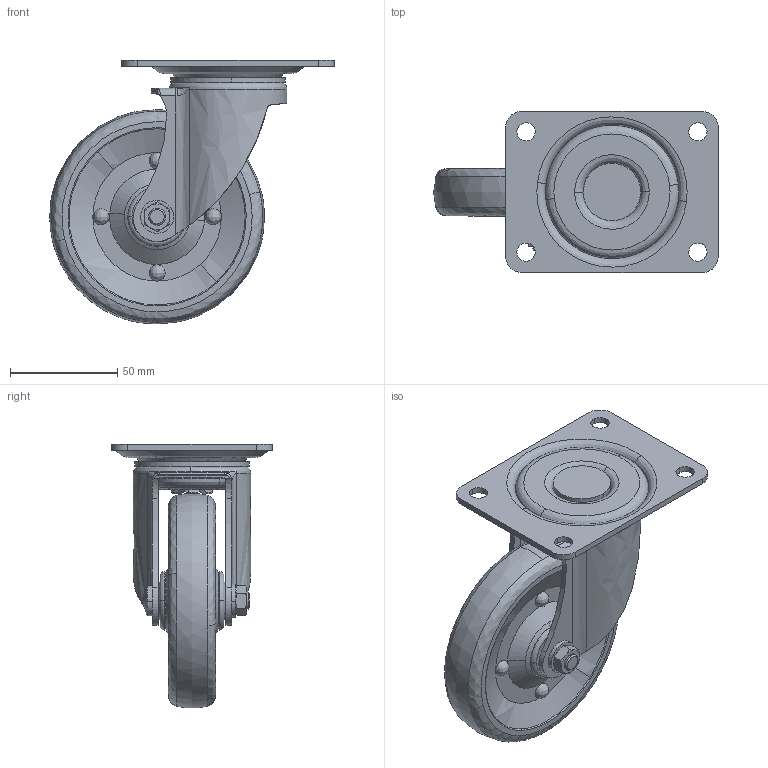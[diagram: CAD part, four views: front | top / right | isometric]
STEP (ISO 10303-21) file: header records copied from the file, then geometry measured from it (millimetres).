
FILE_DESCRIPTION((''),'2;1');
FILE_NAME('','2009-03-19T14:22:57',(''),(''),'','CADfix','');
FILE_SCHEMA(('AUTOMOTIVE_DESIGN { 1 0 10303 214 1 1 1 1 }'));
Length unit declared in the file: millimetre
Bounding box: 132.5 x 75 x 122.9 mm (x, y, z)
Volume: 219303.7 mm3; surface area: 65429.6 mm2
Topology: 5 solids, 5 shells, 247 faces, 765 edges, 556 vertices
Faces by surface type: bspline 247
Entity records: 13936 total; most frequent: CARTESIAN_POINT 9800, ORIENTED_EDGE 1530, EDGE_CURVE 765, VERTEX_POINT 556, EDGE_LOOP 293, FACE_OUTER_BOUND 247, ADVANCED_FACE 247, B_SPLINE_CURVE_WITH_KNOTS 165
